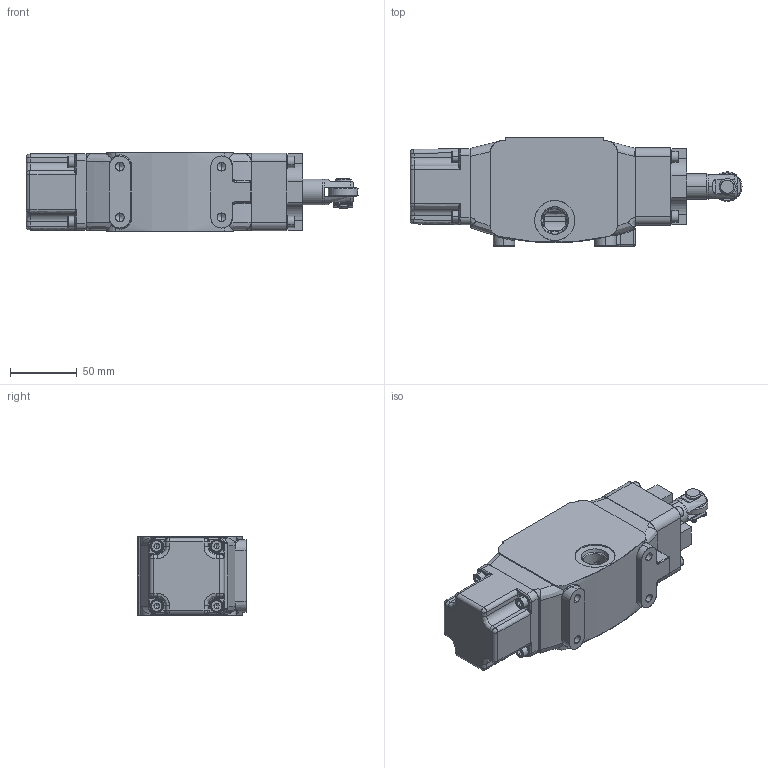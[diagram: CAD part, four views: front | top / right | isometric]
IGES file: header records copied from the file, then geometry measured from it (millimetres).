
Start section: SolidWorks IGES file using analytic representation for surfaces
Global section: file name: ECA'BG4D-H8C.IGS; native system: SolidWorks 2015; preprocessor: SolidWorks 2015; author: afp; date: 160715.162229; units: millimetre
Bounding box: 248.94 x 81 x 59 mm (x, y, z)
Surface area: 133701.7 mm2 (no closed solid volume)
Topology: 0 solids, 0 shells, 1493 faces, 16100 edges, 16034 vertices
Faces by surface type: bspline 770, revolution 723
